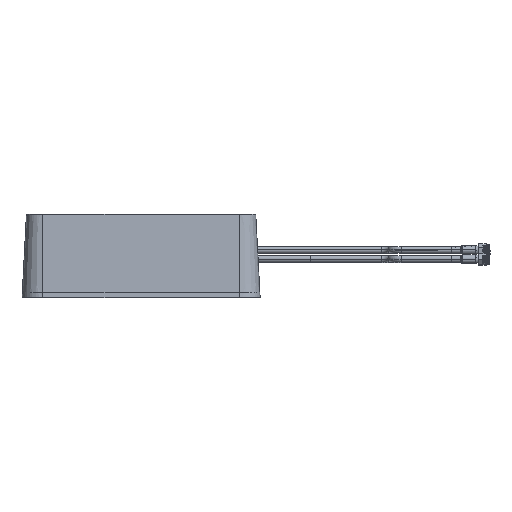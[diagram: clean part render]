
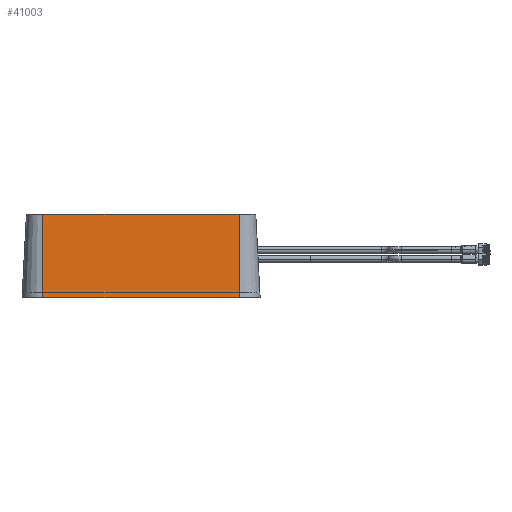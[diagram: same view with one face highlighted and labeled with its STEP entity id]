
A CAD part, left-side view. The second image highlights one B-rep face of the part: STEP entity #41003.
In plain terms, the highlighted planar face has unit normal (-0.999, 0, 0.052).
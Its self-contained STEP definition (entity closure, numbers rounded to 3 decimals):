
#3385 = CARTESIAN_POINT ( 'NONE',  ( -3.444, 15., -47.1 ) ) ;
#3834 = DIRECTION ( 'NONE',  ( -0.052, 0., -0.999 ) ) ;
#9748 = DIRECTION ( 'NONE',  ( 0.052, 0., 0.999 ) ) ;
#12549 = EDGE_LOOP ( 'NONE', ( #34152, #51446, #43214, #19021 ) ) ;
#13103 = VERTEX_POINT ( 'NONE', #61578 ) ;
#13464 = LINE ( 'NONE', #67588, #32782 ) ;
#15121 = CARTESIAN_POINT ( 'NONE',  ( -3.444, 156., -47.1 ) ) ;
#15146 = DIRECTION ( 'NONE',  ( 0., -1., 0. ) ) ;
#15809 = CARTESIAN_POINT ( 'NONE',  ( -3.444, 156., -47.1 ) ) ;
#19021 = ORIENTED_EDGE ( 'NONE', *, *, #20438, .T. ) ;
#19024 = PLANE ( 'NONE',  #68802 ) ;
#20438 = EDGE_CURVE ( 'NONE', #62319, #45972, #68901, .T. ) ;
#22563 = EDGE_CURVE ( 'NONE', #13103, #62319, #58625, .T. ) ;
#22610 = VECTOR ( 'NONE', #3834, 1000. ) ;
#23727 = EDGE_CURVE ( 'NONE', #44010, #45972, #13464, .T. ) ;
#25350 = CARTESIAN_POINT ( 'NONE',  ( -0.3, 15., 12.9 ) ) ;
#25738 = FACE_OUTER_BOUND ( 'NONE', #12549, .T. ) ;
#32782 = VECTOR ( 'NONE', #35114, 1000. ) ;
#34152 = ORIENTED_EDGE ( 'NONE', *, *, #23727, .F. ) ;
#35114 = DIRECTION ( 'NONE',  ( -0.052, 0., -0.999 ) ) ;
#36723 = DIRECTION ( 'NONE',  ( 0., -1., 0. ) ) ;
#40664 = DIRECTION ( 'NONE',  ( -0.999, 0., 0.052 ) ) ;
#40992 = EDGE_CURVE ( 'NONE', #13103, #44010, #41359, .T. ) ;
#41003 = ADVANCED_FACE ( 'NONE', ( #25738 ), #19024, .T. ) ;
#41359 = LINE ( 'NONE', #57933, #55246 ) ;
#42103 = CARTESIAN_POINT ( 'NONE',  ( -3.444, 156., -47.1 ) ) ;
#43214 = ORIENTED_EDGE ( 'NONE', *, *, #22563, .T. ) ;
#44010 = VERTEX_POINT ( 'NONE', #25350 ) ;
#45972 = VERTEX_POINT ( 'NONE', #3385 ) ;
#51446 = ORIENTED_EDGE ( 'NONE', *, *, #40992, .F. ) ;
#51944 = CARTESIAN_POINT ( 'NONE',  ( -3.444, 156., -47.1 ) ) ;
#55246 = VECTOR ( 'NONE', #36723, 1000. ) ;
#57301 = VECTOR ( 'NONE', #15146, 1000. ) ;
#57933 = CARTESIAN_POINT ( 'NONE',  ( -0.3, 156., 12.9 ) ) ;
#58625 = LINE ( 'NONE', #15121, #22610 ) ;
#61578 = CARTESIAN_POINT ( 'NONE',  ( -0.3, 156., 12.9 ) ) ;
#62319 = VERTEX_POINT ( 'NONE', #15809 ) ;
#67588 = CARTESIAN_POINT ( 'NONE',  ( -3.444, 15., -47.1 ) ) ;
#68802 = AXIS2_PLACEMENT_3D ( 'NONE', #51944, #40664, #9748 ) ;
#68901 = LINE ( 'NONE', #42103, #57301 ) ;
